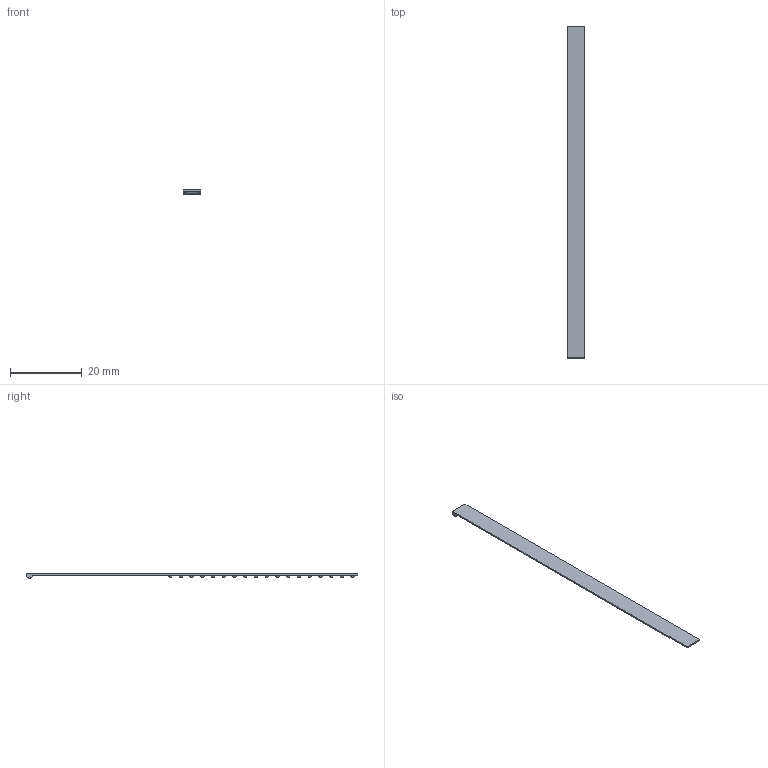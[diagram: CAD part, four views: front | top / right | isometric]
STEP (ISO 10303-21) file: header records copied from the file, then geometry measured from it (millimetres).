
FILE_DESCRIPTION(/* description */ ('STEP AP242','CAx-IF Rec.Pracs.---Representation and Presentation of Product Manufacturing Information (PMI)---4.0---2014-10-13','CAx-IF Rec.Pracs.---3D Tessellated Geometry---0.4---2014-09-14','2;1'),/* implementation_level */ '2;1');
FILE_NAME(/* name */ '65f8034e6d917052ca4a604a',/* time_stamp */ '2024-03-18T09:03:11Z',/* author */ (''),/* organization */ (''),/* preprocessor_version */ 'ST-DEVELOPER v19.4',/* originating_system */ ' ',/* authorisation */ ' ');
FILE_SCHEMA (('AP242_MANAGED_MODEL_BASED_3D_ENGINEERING_MIM_LF { 1 0 10303 442 1 1 4 }'));
Length unit declared in the file: metre
Products named in the file (1): Finger flex
Bounding box: 5 x 92.8 x 1.2 mm (x, y, z)
Volume: 224.2 mm3; surface area: 1073.7 mm2
Topology: 1 solids, 1 shells, 132 faces, 336 edges, 188 vertices
Faces by surface type: cylinder 55, plane 41, sphere 36
Entity records: 3384 total; most frequent: DIRECTION 640, CARTESIAN_POINT 549, ORIENTED_EDGE 528, EDGE_CURVE 264, AXIS2_PLACEMENT_3D 243, LINE 154, VECTOR 154, VERTEX_POINT 152
